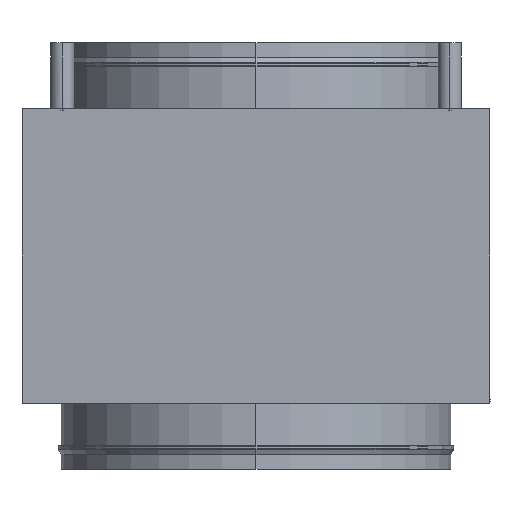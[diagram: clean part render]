
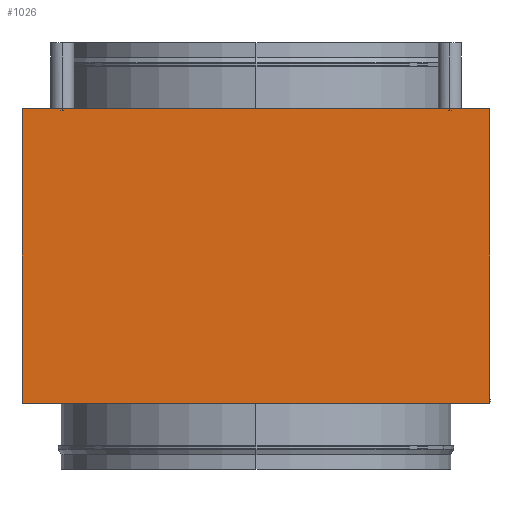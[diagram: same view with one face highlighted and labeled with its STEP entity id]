
A CAD part, left-side view. The second image highlights one B-rep face of the part: STEP entity #1026.
In plain terms, the highlighted planar face has unit normal (-1, 0, 0).
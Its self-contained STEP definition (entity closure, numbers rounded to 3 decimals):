
#993 = VERTEX_POINT ( 'NONE', #3675 ) ;
#995 = EDGE_CURVE ( 'NONE', #996, #993, #3674, .T. ) ;
#996 = VERTEX_POINT ( 'NONE', #3670 ) ;
#1026 = ADVANCED_FACE ( 'NONE', ( #3765 ), #3763, .T. ) ;
#1027 = EDGE_LOOP ( 'NONE', ( #1028, #1029, #1030, #1031 ) ) ;
#1028 = ORIENTED_EDGE ( 'NONE', *, *, #995, .T. ) ;
#1029 = ORIENTED_EDGE ( 'NONE', *, *, #1056, .T. ) ;
#1030 = ORIENTED_EDGE ( 'NONE', *, *, #1040, .T. ) ;
#1031 = ORIENTED_EDGE ( 'NONE', *, *, #1048, .T. ) ;
#1038 = VERTEX_POINT ( 'NONE', #3749 ) ;
#1040 = EDGE_CURVE ( 'NONE', #1054, #1038, #3748, .T. ) ;
#1048 = EDGE_CURVE ( 'NONE', #1038, #996, #3799, .T. ) ;
#1054 = VERTEX_POINT ( 'NONE', #3786 ) ;
#1056 = EDGE_CURVE ( 'NONE', #993, #1054, #3785, .T. ) ;
#3670 = CARTESIAN_POINT ( 'NONE',  ( -270.5, 479., -152. ) ) ;
#3671 = DIRECTION ( 'NONE',  ( 0., -1., 0. ) ) ;
#3672 = VECTOR ( 'NONE', #3671, 1000. ) ;
#3673 = CARTESIAN_POINT ( 'NONE',  ( -270.5, 479., -152. ) ) ;
#3674 = LINE ( 'NONE', #3673, #3672 ) ;
#3675 = CARTESIAN_POINT ( 'NONE',  ( -270.5, -4., -152. ) ) ;
#3745 = DIRECTION ( 'NONE',  ( 0., 1., 0. ) ) ;
#3746 = VECTOR ( 'NONE', #3745, 1000. ) ;
#3747 = CARTESIAN_POINT ( 'NONE',  ( -270.5, 479., 152. ) ) ;
#3748 = LINE ( 'NONE', #3747, #3746 ) ;
#3749 = CARTESIAN_POINT ( 'NONE',  ( -270.5, 479., 152. ) ) ;
#3759 = DIRECTION ( 'NONE',  ( 0., -1., 0. ) ) ;
#3760 = DIRECTION ( 'NONE',  ( -1., 0., 0. ) ) ;
#3761 = CARTESIAN_POINT ( 'NONE',  ( -270.5, -4., -152. ) ) ;
#3762 = AXIS2_PLACEMENT_3D ( 'NONE', #3761, #3760, #3759 ) ;
#3763 = PLANE ( 'NONE',  #3762 ) ;
#3765 = FACE_OUTER_BOUND ( 'NONE', #1027, .T. ) ;
#3782 = DIRECTION ( 'NONE',  ( 0., 0., 1. ) ) ;
#3783 = VECTOR ( 'NONE', #3782, 1000. ) ;
#3784 = CARTESIAN_POINT ( 'NONE',  ( -270.5, -4., -152. ) ) ;
#3785 = LINE ( 'NONE', #3784, #3783 ) ;
#3786 = CARTESIAN_POINT ( 'NONE',  ( -270.5, -4., 152. ) ) ;
#3796 = DIRECTION ( 'NONE',  ( 0., 0., -1. ) ) ;
#3797 = VECTOR ( 'NONE', #3796, 1000. ) ;
#3798 = CARTESIAN_POINT ( 'NONE',  ( -270.5, 479., -152. ) ) ;
#3799 = LINE ( 'NONE', #3798, #3797 ) ;
